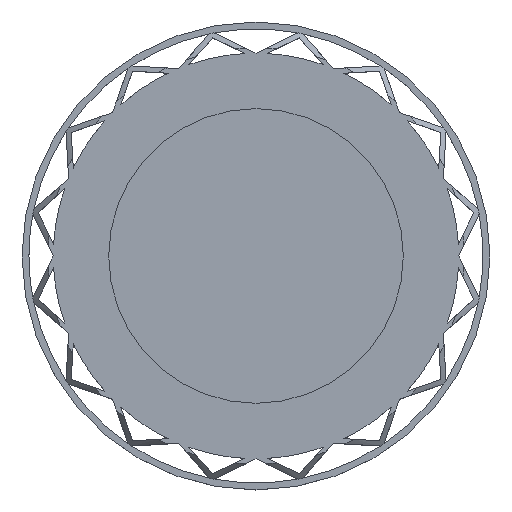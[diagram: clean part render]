
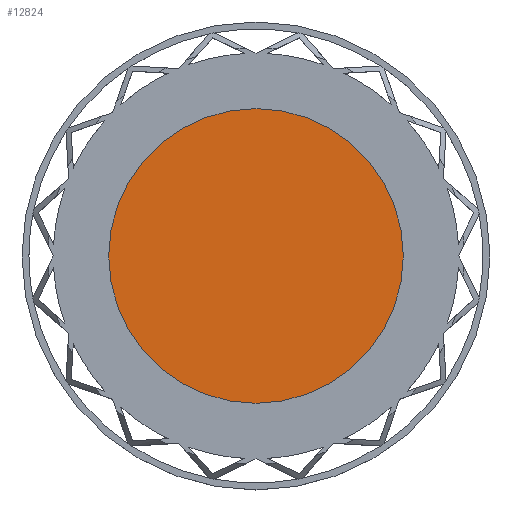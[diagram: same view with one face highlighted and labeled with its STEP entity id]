
A CAD part, top view. The second image highlights one B-rep face of the part: STEP entity #12824.
In plain terms, the highlighted planar face has unit normal (0, 0, 1).
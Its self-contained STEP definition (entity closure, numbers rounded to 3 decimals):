
#3792 = DIRECTION ( 'NONE',  ( 0., 0., -1. ) ) ;
#3881 = AXIS2_PLACEMENT_3D ( 'NONE', #50272, #23841, #54707 ) ;
#6205 = VERTEX_POINT ( 'NONE', #42904 ) ;
#7322 = AXIS2_PLACEMENT_3D ( 'NONE', #7927, #38966, #12475 ) ;
#7334 = EDGE_CURVE ( 'NONE', #6205, #48813, #49928, .T. ) ;
#7927 = CARTESIAN_POINT ( 'NONE',  ( 0., 0., 16. ) ) ;
#12107 = EDGE_CURVE ( 'NONE', #48813, #6205, #48603, .T. ) ;
#12475 = DIRECTION ( 'NONE',  ( 1., 0., 0. ) ) ;
#12824 = ADVANCED_FACE ( 'NONE', ( #30616 ), #47678, .T. ) ;
#23631 = EDGE_LOOP ( 'NONE', ( #37758, #29841 ) ) ;
#23841 = DIRECTION ( 'NONE',  ( 0., 0., -1. ) ) ;
#29841 = ORIENTED_EDGE ( 'NONE', *, *, #7334, .F. ) ;
#30555 = CARTESIAN_POINT ( 'NONE',  ( 0., 0., 16. ) ) ;
#30616 = FACE_OUTER_BOUND ( 'NONE', #23631, .T. ) ;
#31832 = CARTESIAN_POINT ( 'NONE',  ( 85., 0., 16. ) ) ;
#34964 = DIRECTION ( 'NONE',  ( 1., 0., 0. ) ) ;
#36114 = AXIS2_PLACEMENT_3D ( 'NONE', #30555, #3792, #34964 ) ;
#37758 = ORIENTED_EDGE ( 'NONE', *, *, #12107, .F. ) ;
#38966 = DIRECTION ( 'NONE',  ( 0., 0., 1. ) ) ;
#42904 = CARTESIAN_POINT ( 'NONE',  ( -85., 0., 16. ) ) ;
#47678 = PLANE ( 'NONE',  #7322 ) ;
#48603 = CIRCLE ( 'NONE', #3881, 85. ) ;
#48813 = VERTEX_POINT ( 'NONE', #31832 ) ;
#49928 = CIRCLE ( 'NONE', #36114, 85. ) ;
#50272 = CARTESIAN_POINT ( 'NONE',  ( 0., 0., 16. ) ) ;
#54707 = DIRECTION ( 'NONE',  ( 1., 0., 0. ) ) ;
